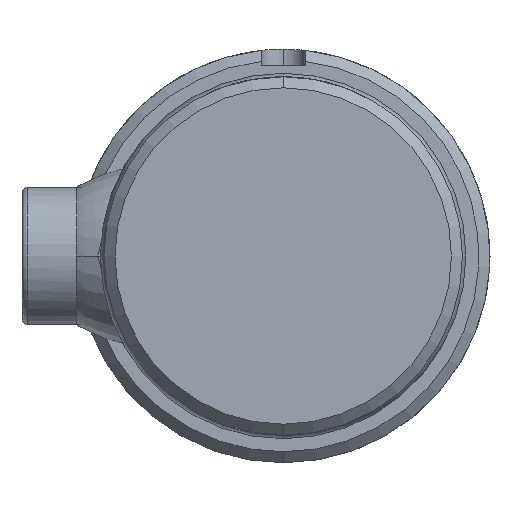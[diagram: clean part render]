
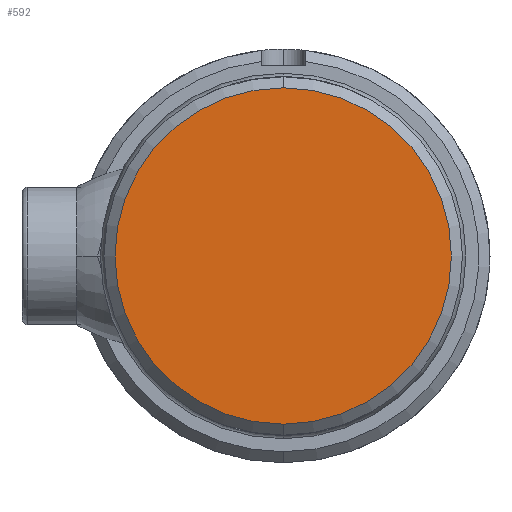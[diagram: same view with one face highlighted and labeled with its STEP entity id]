
A CAD part, left-side view. The second image highlights one B-rep face of the part: STEP entity #592.
In plain terms, the highlighted planar face has unit normal (-1, 0, 0).
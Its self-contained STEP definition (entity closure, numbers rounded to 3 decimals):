
#326 = AXIS2_PLACEMENT_3D ( 'NONE', #1489, #1484, #1500 ) ;
#411 = DIRECTION ( 'NONE',  ( -1., 0., 0. ) ) ;
#417 = EDGE_CURVE ( 'NONE', #2249, #919, #2456, .T. ) ;
#508 = ORIENTED_EDGE ( 'NONE', *, *, #1123, .T. ) ;
#582 = DIRECTION ( 'NONE',  ( 0., 0., -1. ) ) ;
#586 = DIRECTION ( 'NONE',  ( -1., 0., 0. ) ) ;
#592 = ADVANCED_FACE ( 'NONE', ( #1190 ), #2064, .F. ) ;
#596 = CARTESIAN_POINT ( 'NONE',  ( 0., 0., 0. ) ) ;
#611 = CARTESIAN_POINT ( 'NONE',  ( 0., 0., 0. ) ) ;
#635 = AXIS2_PLACEMENT_3D ( 'NONE', #611, #411, #838 ) ;
#786 = EDGE_LOOP ( 'NONE', ( #1928, #508 ) ) ;
#838 = DIRECTION ( 'NONE',  ( 0., 0., -1. ) ) ;
#919 = VERTEX_POINT ( 'NONE', #1194 ) ;
#944 = CIRCLE ( 'NONE', #1148, 30.5 ) ;
#1027 = CARTESIAN_POINT ( 'NONE',  ( 0., 0., -30.5 ) ) ;
#1123 = EDGE_CURVE ( 'NONE', #919, #2249, #944, .T. ) ;
#1148 = AXIS2_PLACEMENT_3D ( 'NONE', #596, #586, #582 ) ;
#1190 = FACE_OUTER_BOUND ( 'NONE', #786, .T. ) ;
#1194 = CARTESIAN_POINT ( 'NONE',  ( 0., 0., 30.5 ) ) ;
#1484 = DIRECTION ( 'NONE',  ( 1., 0., 0. ) ) ;
#1489 = CARTESIAN_POINT ( 'NONE',  ( 0., 0., 0. ) ) ;
#1500 = DIRECTION ( 'NONE',  ( 0., 0., -1. ) ) ;
#1928 = ORIENTED_EDGE ( 'NONE', *, *, #417, .T. ) ;
#2064 = PLANE ( 'NONE',  #326 ) ;
#2249 = VERTEX_POINT ( 'NONE', #1027 ) ;
#2456 = CIRCLE ( 'NONE', #635, 30.5 ) ;
